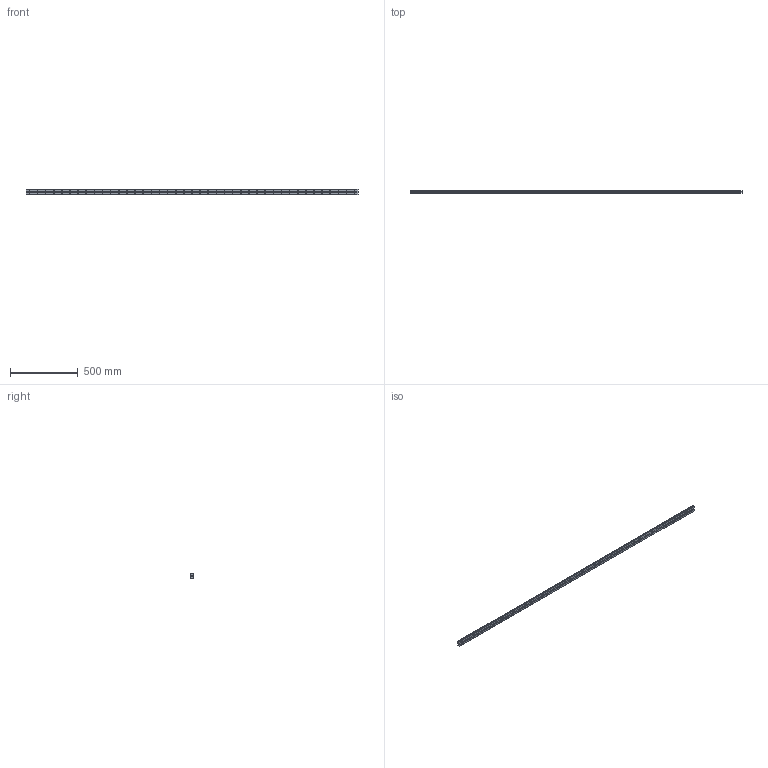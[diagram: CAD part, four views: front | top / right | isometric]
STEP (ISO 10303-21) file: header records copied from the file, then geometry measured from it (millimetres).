
FILE_DESCRIPTION (( 'STEP AP214' ), '1' );
FILE_NAME ('HRW27CA1SS-2450L_G25_0_B-M6F_1188-6_0_0_0_1.STEP', '2021-07-06T11:03:47', ( '' ), ( '' ), 'SwSTEP 2.0', 'SolidWorks 2021', '' );
FILE_SCHEMA (( 'AUTOMOTIVE_DESIGN' ));
Length unit declared in the file: millimetre
Products named in the file (2): HRW27CA1SS-2450L_G25_0_B-M6F_1188-6_0_0_0_1; _HRW27CA245025 Track
Assembly tree (1 placements, depth 2):
  HRW27CA1SS-2450L_G25_0_B-M6F_1188-6_0_0_0_1
    _HRW27CA245025 Track
Bounding box: 2450 x 15 x 42 mm (x, y, z)
Volume: 1367756.4 mm3; surface area: 307248.3 mm2
Topology: 1 solids, 1 shells, 445 faces, 1083 edges, 722 vertices
Faces by surface type: cylinder 333, plane 112
Entity records: 13817 total; most frequent: DIRECTION 2647, CARTESIAN_POINT 2254, ORIENTED_EDGE 2166, AXIS2_PLACEMENT_3D 1115, EDGE_CURVE 1083, VERTEX_POINT 722, EDGE_LOOP 691, CIRCLE 666
